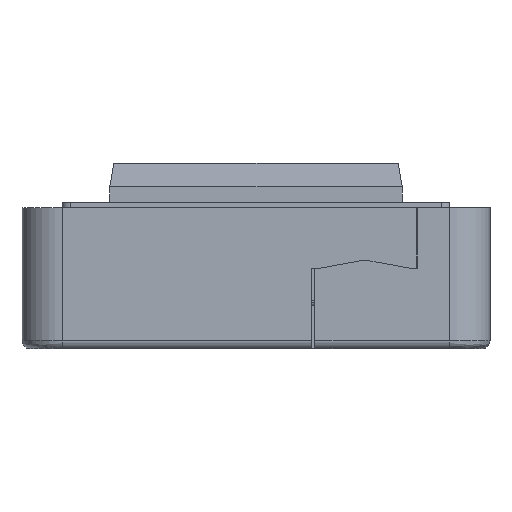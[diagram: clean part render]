
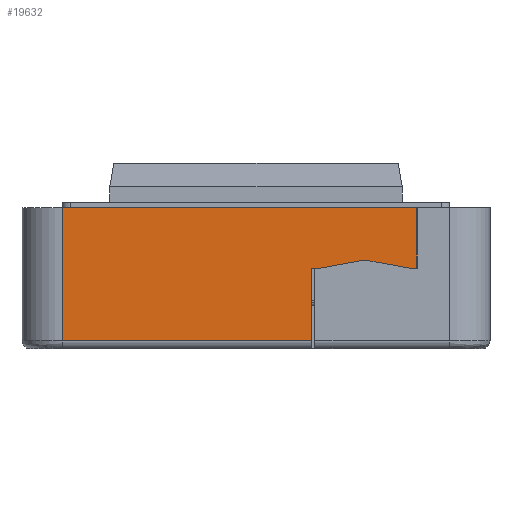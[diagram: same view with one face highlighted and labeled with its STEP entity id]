
A CAD part, left-side view. The second image highlights one B-rep face of the part: STEP entity #19632.
In plain terms, the highlighted planar face has unit normal (-1, 0, 0).
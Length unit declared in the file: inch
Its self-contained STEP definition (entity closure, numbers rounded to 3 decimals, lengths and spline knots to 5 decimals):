
#550 = EDGE_CURVE ( 'NONE', #16850, #11075, #7328, .T. ) ;
#842 = CARTESIAN_POINT ( 'NONE',  ( 0., -1.88976, 0.3937 ) ) ;
#3106 = DIRECTION ( 'NONE',  ( 0., 0., 1. ) ) ;
#3164 = CARTESIAN_POINT ( 'NONE',  ( 0., -1.92913, 0.3937 ) ) ;
#3743 = EDGE_CURVE ( 'NONE', #7049, #8356, #50306, .T. ) ;
#4780 = VECTOR ( 'NONE', #47236, 39.37008 ) ;
#5406 = EDGE_CURVE ( 'NONE', #8356, #38712, #29821, .T. ) ;
#6283 = EDGE_CURVE ( 'NONE', #39352, #43274, #32630, .T. ) ;
#6349 = LINE ( 'NONE', #27308, #29953 ) ;
#6783 = CARTESIAN_POINT ( 'NONE',  ( 0., -1.9252, 0.3937 ) ) ;
#7049 = VERTEX_POINT ( 'NONE', #26789 ) ;
#7328 = LINE ( 'NONE', #54173, #32718 ) ;
#8356 = VERTEX_POINT ( 'NONE', #54877 ) ;
#9043 = VECTOR ( 'NONE', #30641, 39.37008 ) ;
#9158 = CARTESIAN_POINT ( 'NONE',  ( 0., -1.45669, 0.3937 ) ) ;
#9901 = DIRECTION ( 'NONE',  ( 0., -0.984, -0.179 ) ) ;
#9969 = EDGE_CURVE ( 'NONE', #39352, #41729, #21303, .T. ) ;
#11075 = VERTEX_POINT ( 'NONE', #6783 ) ;
#11336 = CARTESIAN_POINT ( 'NONE',  ( 0., -0.05906, 0.70866 ) ) ;
#11485 = LINE ( 'NONE', #24312, #25689 ) ;
#12027 = VECTOR ( 'NONE', #22410, 39.37008 ) ;
#13193 = CARTESIAN_POINT ( 'NONE',  ( 0., -0.05906, 0.03937 ) ) ;
#14896 = CARTESIAN_POINT ( 'NONE',  ( 0., -0.19685, 0.68898 ) ) ;
#14993 = DIRECTION ( 'NONE',  ( 0., 0., 1. ) ) ;
#15338 = EDGE_LOOP ( 'NONE', ( #32204, #27333, #33506, #18788, #43319, #47828, #38744, #52456, #22622 ) ) ;
#16850 = VERTEX_POINT ( 'NONE', #842 ) ;
#18788 = ORIENTED_EDGE ( 'NONE', *, *, #50606, .F. ) ;
#18967 = DIRECTION ( 'NONE',  ( 0., 0., 1. ) ) ;
#19445 = EDGE_CURVE ( 'NONE', #11075, #38931, #11485, .T. ) ;
#19632 = ADVANCED_FACE ( 'NONE', ( #36719 ), #40354, .T. ) ;
#19884 = DIRECTION ( 'NONE',  ( 0., -1., 0. ) ) ;
#20854 = CARTESIAN_POINT ( 'NONE',  ( 0., -1.41339, 0.03937 ) ) ;
#21303 = LINE ( 'NONE', #13193, #4780 ) ;
#22410 = DIRECTION ( 'NONE',  ( 0., -1., 0. ) ) ;
#22622 = ORIENTED_EDGE ( 'NONE', *, *, #5406, .T. ) ;
#24312 = CARTESIAN_POINT ( 'NONE',  ( 0., -1.9252, 0.70866 ) ) ;
#25689 = VECTOR ( 'NONE', #3106, 39.37008 ) ;
#26789 = CARTESIAN_POINT ( 'NONE',  ( 0., -1.41339, 0.3937 ) ) ;
#26804 = VECTOR ( 'NONE', #45841, 39.37008 ) ;
#27308 = CARTESIAN_POINT ( 'NONE',  ( 0., -1.41339, 0.70866 ) ) ;
#27333 = ORIENTED_EDGE ( 'NONE', *, *, #550, .T. ) ;
#28321 = CARTESIAN_POINT ( 'NONE',  ( 0., -1.67323, 0.43307 ) ) ;
#28464 = CARTESIAN_POINT ( 'NONE',  ( 0., -0.19685, 0.69882 ) ) ;
#29145 = EDGE_CURVE ( 'NONE', #38712, #16850, #52296, .T. ) ;
#29821 = LINE ( 'NONE', #9158, #9043 ) ;
#29953 = VECTOR ( 'NONE', #14993, 39.37008 ) ;
#30641 = DIRECTION ( 'NONE',  ( 0., -0.984, 0.179 ) ) ;
#31109 = CARTESIAN_POINT ( 'NONE',  ( 0., -1.67323, 0.43307 ) ) ;
#32204 = ORIENTED_EDGE ( 'NONE', *, *, #29145, .T. ) ;
#32630 = LINE ( 'NONE', #28464, #52566 ) ;
#32718 = VECTOR ( 'NONE', #19884, 39.37008 ) ;
#33506 = ORIENTED_EDGE ( 'NONE', *, *, #19445, .T. ) ;
#33680 = AXIS2_PLACEMENT_3D ( 'NONE', #11336, #44821, #49556 ) ;
#35517 = LINE ( 'NONE', #40232, #12027 ) ;
#36719 = FACE_OUTER_BOUND ( 'NONE', #15338, .T. ) ;
#38374 = EDGE_CURVE ( 'NONE', #41729, #7049, #6349, .T. ) ;
#38712 = VERTEX_POINT ( 'NONE', #28321 ) ;
#38744 = ORIENTED_EDGE ( 'NONE', *, *, #38374, .T. ) ;
#38931 = VERTEX_POINT ( 'NONE', #42511 ) ;
#39352 = VERTEX_POINT ( 'NONE', #54291 ) ;
#40232 = CARTESIAN_POINT ( 'NONE',  ( 0., -0.35371, 0.68898 ) ) ;
#40354 = PLANE ( 'NONE',  #33680 ) ;
#41729 = VERTEX_POINT ( 'NONE', #20854 ) ;
#42511 = CARTESIAN_POINT ( 'NONE',  ( 0., -1.9252, 0.68898 ) ) ;
#43274 = VERTEX_POINT ( 'NONE', #14896 ) ;
#43319 = ORIENTED_EDGE ( 'NONE', *, *, #6283, .F. ) ;
#44821 = DIRECTION ( 'NONE',  ( -1., 0., 0. ) ) ;
#45841 = DIRECTION ( 'NONE',  ( 0., -1., 0. ) ) ;
#47236 = DIRECTION ( 'NONE',  ( 0., -1., 0. ) ) ;
#47828 = ORIENTED_EDGE ( 'NONE', *, *, #9969, .T. ) ;
#49556 = DIRECTION ( 'NONE',  ( 0., 0., -1. ) ) ;
#50283 = VECTOR ( 'NONE', #9901, 39.37008 ) ;
#50306 = LINE ( 'NONE', #3164, #26804 ) ;
#50606 = EDGE_CURVE ( 'NONE', #43274, #38931, #35517, .T. ) ;
#52296 = LINE ( 'NONE', #31109, #50283 ) ;
#52456 = ORIENTED_EDGE ( 'NONE', *, *, #3743, .T. ) ;
#52566 = VECTOR ( 'NONE', #18967, 39.37008 ) ;
#54173 = CARTESIAN_POINT ( 'NONE',  ( 0., -1.92913, 0.3937 ) ) ;
#54291 = CARTESIAN_POINT ( 'NONE',  ( 0., -0.19685, 0.03937 ) ) ;
#54877 = CARTESIAN_POINT ( 'NONE',  ( 0., -1.45669, 0.3937 ) ) ;
